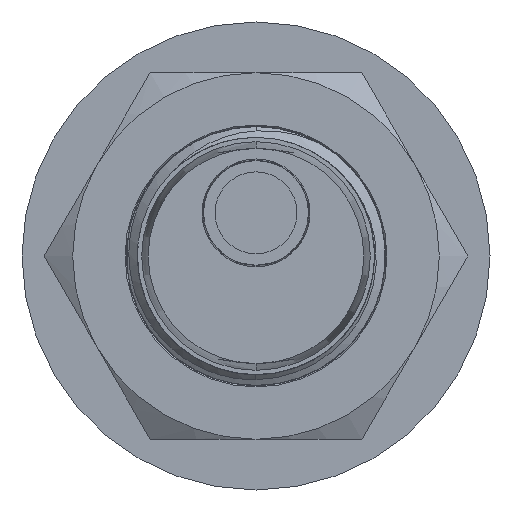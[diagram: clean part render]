
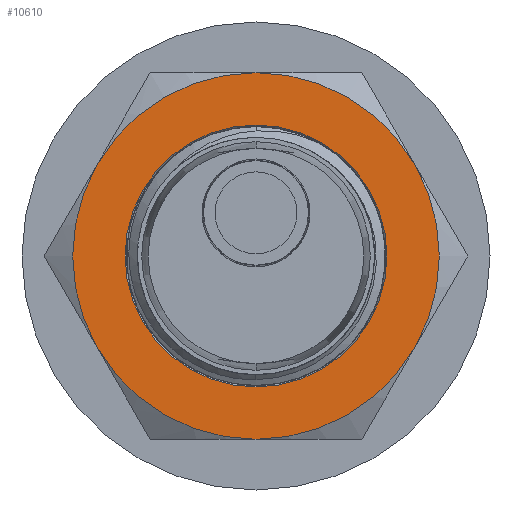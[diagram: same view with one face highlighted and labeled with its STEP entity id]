
A CAD part, front view. The second image highlights one B-rep face of the part: STEP entity #10610.
In plain terms, the highlighted planar face has unit normal (0, -1, 0).
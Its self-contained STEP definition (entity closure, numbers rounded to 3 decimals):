
#342 = EDGE_CURVE ( 'NONE', #11291, #6690, #7062, .T. ) ;
#1221 = ORIENTED_EDGE ( 'NONE', *, *, #10342, .T. ) ;
#2220 = FACE_BOUND ( 'NONE', #14735, .T. ) ;
#2422 = CARTESIAN_POINT ( 'NONE',  ( 39.1, -0.3, -0.5 ) ) ;
#3132 = CARTESIAN_POINT ( 'NONE',  ( 39.1, -0.3, -0.5 ) ) ;
#3264 = DIRECTION ( 'NONE',  ( 0., -1., 0. ) ) ;
#3733 = EDGE_LOOP ( 'NONE', ( #24718, #29944, #1221, #5043, #20341, #16797 ) ) ;
#4203 = AXIS2_PLACEMENT_3D ( 'NONE', #23178, #30906, #17434 ) ;
#4716 = DIRECTION ( 'NONE',  ( 0., 1., 0. ) ) ;
#5043 = ORIENTED_EDGE ( 'NONE', *, *, #30903, .T. ) ;
#5198 = AXIS2_PLACEMENT_3D ( 'NONE', #3132, #18804, #21510 ) ;
#5328 = EDGE_CURVE ( 'NONE', #21493, #21646, #14909, .T. ) ;
#5832 = VERTEX_POINT ( 'NONE', #7853 ) ;
#6160 = AXIS2_PLACEMENT_3D ( 'NONE', #9747, #4716, #14995 ) ;
#6458 = CARTESIAN_POINT ( 'NONE',  ( 31.739, -0.3, 3.75 ) ) ;
#6690 = VERTEX_POINT ( 'NONE', #29908 ) ;
#6815 = CIRCLE ( 'NONE', #14958, 8.5 ) ;
#7062 = CIRCLE ( 'NONE', #6160, 6.074 ) ;
#7853 = CARTESIAN_POINT ( 'NONE',  ( 39.1, -0.3, 8. ) ) ;
#8599 = DIRECTION ( 'NONE',  ( -0.866, 0., -0.5 ) ) ;
#9314 = VERTEX_POINT ( 'NONE', #14741 ) ;
#9338 = AXIS2_PLACEMENT_3D ( 'NONE', #25614, #20579, #17536 ) ;
#9469 = DIRECTION ( 'NONE',  ( 0., -1., 0. ) ) ;
#9747 = CARTESIAN_POINT ( 'NONE',  ( 39.1, -0.3, -0.5 ) ) ;
#10098 = CIRCLE ( 'NONE', #14607, 8.5 ) ;
#10342 = EDGE_CURVE ( 'NONE', #21646, #9314, #6815, .T. ) ;
#10527 = ORIENTED_EDGE ( 'NONE', *, *, #19709, .T. ) ;
#10610 = ADVANCED_FACE ( 'NONE', ( #16432, #2220 ), #28120, .F. ) ;
#11291 = VERTEX_POINT ( 'NONE', #11899 ) ;
#11899 = CARTESIAN_POINT ( 'NONE',  ( 39.1, -0.3, -6.574 ) ) ;
#12150 = DIRECTION ( 'NONE',  ( -0.866, 0., 0.5 ) ) ;
#12871 = CARTESIAN_POINT ( 'NONE',  ( 39.1, -0.3, -0.5 ) ) ;
#13815 = AXIS2_PLACEMENT_3D ( 'NONE', #27998, #27773, #14432 ) ;
#14432 = DIRECTION ( 'NONE',  ( 0., 0., -1. ) ) ;
#14607 = AXIS2_PLACEMENT_3D ( 'NONE', #12871, #31600, #8599 ) ;
#14724 = CARTESIAN_POINT ( 'NONE',  ( 39.1, -0.3, -0.5 ) ) ;
#14735 = EDGE_LOOP ( 'NONE', ( #25072, #10527 ) ) ;
#14741 = CARTESIAN_POINT ( 'NONE',  ( 46.461, -0.3, 3.75 ) ) ;
#14909 = CIRCLE ( 'NONE', #9338, 8.5 ) ;
#14958 = AXIS2_PLACEMENT_3D ( 'NONE', #2422, #26505, #34486 ) ;
#14995 = DIRECTION ( 'NONE',  ( 0., 0., 1. ) ) ;
#15250 = CARTESIAN_POINT ( 'NONE',  ( 31.739, -0.3, -4.75 ) ) ;
#15665 = CIRCLE ( 'NONE', #15696, 8.5 ) ;
#15677 = CARTESIAN_POINT ( 'NONE',  ( 39.1, -0.3, -9. ) ) ;
#15696 = AXIS2_PLACEMENT_3D ( 'NONE', #24324, #3264, #29838 ) ;
#16144 = AXIS2_PLACEMENT_3D ( 'NONE', #14724, #9469, #12150 ) ;
#16432 = FACE_OUTER_BOUND ( 'NONE', #3733, .T. ) ;
#16797 = ORIENTED_EDGE ( 'NONE', *, *, #28652, .T. ) ;
#17434 = DIRECTION ( 'NONE',  ( 0., 0., 1. ) ) ;
#17536 = DIRECTION ( 'NONE',  ( 0., 0., -1. ) ) ;
#18804 = DIRECTION ( 'NONE',  ( 0., -1., 0. ) ) ;
#19395 = CARTESIAN_POINT ( 'NONE',  ( 46.461, -0.3, -4.75 ) ) ;
#19709 = EDGE_CURVE ( 'NONE', #6690, #11291, #33637, .T. ) ;
#20341 = ORIENTED_EDGE ( 'NONE', *, *, #24839, .T. ) ;
#20579 = DIRECTION ( 'NONE',  ( 0., -1., 0. ) ) ;
#21493 = VERTEX_POINT ( 'NONE', #15677 ) ;
#21510 = DIRECTION ( 'NONE',  ( 0.866, 0., 0.5 ) ) ;
#21646 = VERTEX_POINT ( 'NONE', #19395 ) ;
#22594 = VERTEX_POINT ( 'NONE', #15250 ) ;
#23178 = CARTESIAN_POINT ( 'NONE',  ( 39.1, -0.3, -0.5 ) ) ;
#24324 = CARTESIAN_POINT ( 'NONE',  ( 39.1, -0.3, -0.5 ) ) ;
#24718 = ORIENTED_EDGE ( 'NONE', *, *, #31783, .T. ) ;
#24839 = EDGE_CURVE ( 'NONE', #5832, #31544, #15665, .T. ) ;
#25072 = ORIENTED_EDGE ( 'NONE', *, *, #342, .T. ) ;
#25614 = CARTESIAN_POINT ( 'NONE',  ( 39.1, -0.3, -0.5 ) ) ;
#25635 = CIRCLE ( 'NONE', #16144, 8.5 ) ;
#26505 = DIRECTION ( 'NONE',  ( 0., -1., 0. ) ) ;
#27773 = DIRECTION ( 'NONE',  ( 0., 1., 0. ) ) ;
#27998 = CARTESIAN_POINT ( 'NONE',  ( 39.1, -0.3, -0.5 ) ) ;
#28120 = PLANE ( 'NONE',  #13815 ) ;
#28652 = EDGE_CURVE ( 'NONE', #31544, #22594, #25635, .T. ) ;
#29838 = DIRECTION ( 'NONE',  ( 0., 0., 1. ) ) ;
#29908 = CARTESIAN_POINT ( 'NONE',  ( 39.1, -0.3, 5.574 ) ) ;
#29944 = ORIENTED_EDGE ( 'NONE', *, *, #5328, .T. ) ;
#30903 = EDGE_CURVE ( 'NONE', #9314, #5832, #31054, .T. ) ;
#30906 = DIRECTION ( 'NONE',  ( 0., 1., 0. ) ) ;
#31054 = CIRCLE ( 'NONE', #5198, 8.5 ) ;
#31544 = VERTEX_POINT ( 'NONE', #6458 ) ;
#31600 = DIRECTION ( 'NONE',  ( 0., -1., 0. ) ) ;
#31783 = EDGE_CURVE ( 'NONE', #22594, #21493, #10098, .T. ) ;
#33637 = CIRCLE ( 'NONE', #4203, 6.074 ) ;
#34486 = DIRECTION ( 'NONE',  ( 0.866, 0., -0.5 ) ) ;
